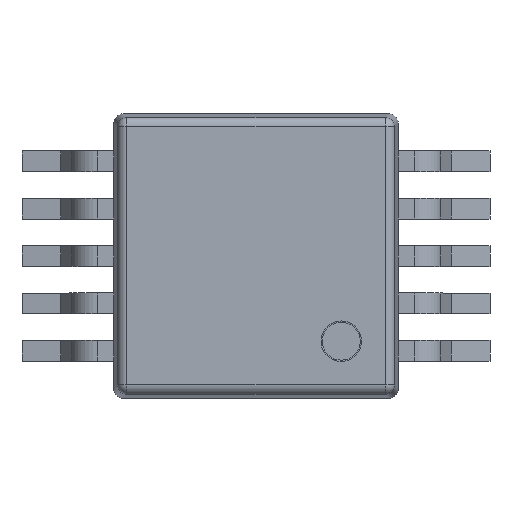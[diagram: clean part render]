
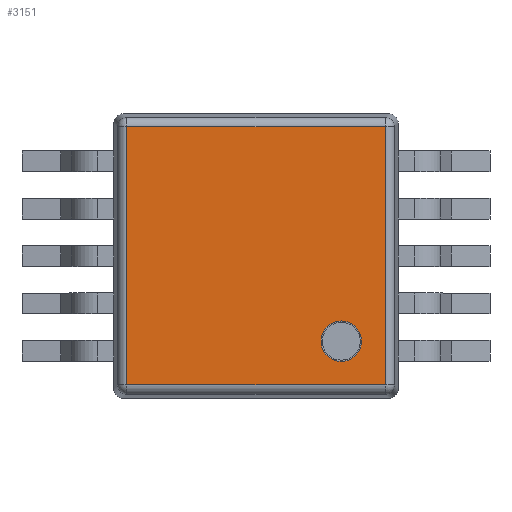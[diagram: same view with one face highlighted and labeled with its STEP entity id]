
A CAD part, top view. The second image highlights one B-rep face of the part: STEP entity #3151.
In plain terms, the highlighted planar face has unit normal (0, 0, 1).
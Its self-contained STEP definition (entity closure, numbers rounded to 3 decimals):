
#219=FACE_BOUND('',#1214,.T.);
#221=LINE('',#4559,#571);
#222=LINE('',#4561,#572);
#223=LINE('',#4563,#573);
#224=LINE('',#4564,#574);
#571=VECTOR('',#3637,10.);
#572=VECTOR('',#3638,10.);
#573=VECTOR('',#3639,10.);
#574=VECTOR('',#3640,10.);
#921=PLANE('',#3343);
#1038=FACE_OUTER_BOUND('',#1213,.T.);
#1213=EDGE_LOOP('',(#2231,#2232,#2233,#2234));
#1214=EDGE_LOOP('',(#2235));
#1391=CIRCLE('',#3342,0.214);
#1477=VERTEX_POINT('',#4553);
#1478=VERTEX_POINT('',#4557);
#1479=VERTEX_POINT('',#4558);
#1480=VERTEX_POINT('',#4560);
#1481=VERTEX_POINT('',#4562);
#1768=EDGE_CURVE('',#1477,#1477,#1391,.T.);
#1769=EDGE_CURVE('',#1478,#1479,#221,.T.);
#1770=EDGE_CURVE('',#1480,#1478,#222,.T.);
#1771=EDGE_CURVE('',#1481,#1480,#223,.T.);
#1772=EDGE_CURVE('',#1479,#1481,#224,.T.);
#2231=ORIENTED_EDGE('',*,*,#1769,.F.);
#2232=ORIENTED_EDGE('',*,*,#1770,.F.);
#2233=ORIENTED_EDGE('',*,*,#1771,.F.);
#2234=ORIENTED_EDGE('',*,*,#1772,.F.);
#2235=ORIENTED_EDGE('',*,*,#1768,.F.);
#3151=ADVANCED_FACE('',(#1038,#219),#921,.T.);
#3342=AXIS2_PLACEMENT_3D('',#4555,#3633,#3634);
#3343=AXIS2_PLACEMENT_3D('',#4556,#3635,#3636);
#3633=DIRECTION('center_axis',(0.,0.,1.));
#3634=DIRECTION('ref_axis',(1.,0.,0.));
#3635=DIRECTION('center_axis',(0.,0.,1.));
#3636=DIRECTION('ref_axis',(1.,0.,0.));
#3637=DIRECTION('',(0.,1.,0.));
#3638=DIRECTION('',(-1.,0.,0.));
#3639=DIRECTION('',(0.,-1.,0.));
#3640=DIRECTION('',(1.,0.,0.));
#4553=CARTESIAN_POINT('',(0.686,-0.9,1.112));
#4555=CARTESIAN_POINT('Origin',(0.9,-0.9,1.112));
#4556=CARTESIAN_POINT('Origin',(0.,0.,1.112));
#4557=CARTESIAN_POINT('',(-1.361,-1.361,1.112));
#4558=CARTESIAN_POINT('',(-1.361,1.361,1.112));
#4559=CARTESIAN_POINT('',(-1.361,0.375,1.112));
#4560=CARTESIAN_POINT('',(1.361,-1.361,1.112));
#4561=CARTESIAN_POINT('',(-0.375,-1.361,1.112));
#4562=CARTESIAN_POINT('',(1.361,1.361,1.112));
#4563=CARTESIAN_POINT('',(1.361,-0.375,1.112));
#4564=CARTESIAN_POINT('',(0.375,1.361,1.112));
